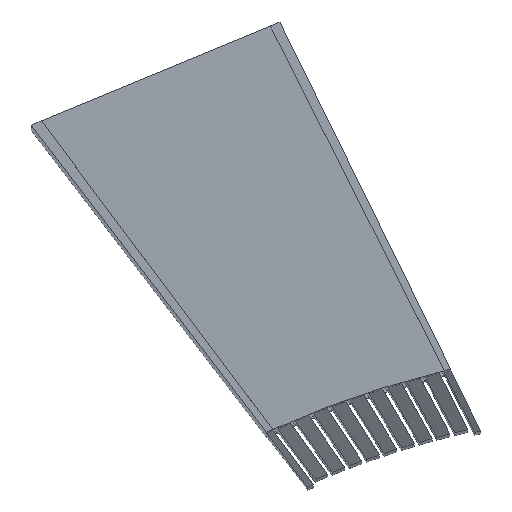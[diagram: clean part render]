
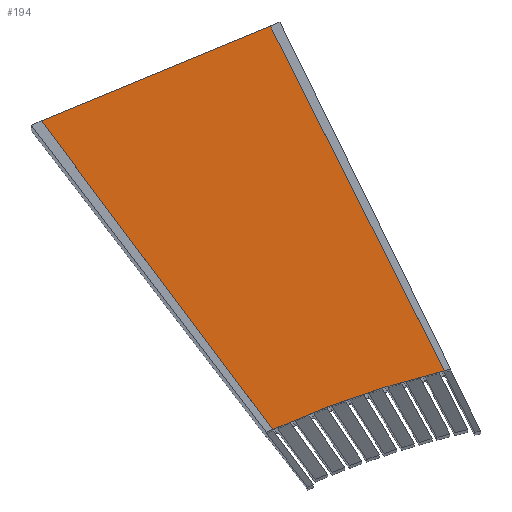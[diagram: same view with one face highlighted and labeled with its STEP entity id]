
A CAD part, top view. The second image highlights one B-rep face of the part: STEP entity #194.
In plain terms, the highlighted planar face has unit normal (0, 0, 1).
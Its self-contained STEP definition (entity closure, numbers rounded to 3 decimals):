
#17 = AXIS2_PLACEMENT_3D ( 'NONE', #1322, #193, #699 ) ;
#46 = CARTESIAN_POINT ( 'NONE',  ( 85.964, 1830.53, 3158.1 ) ) ;
#47 = EDGE_CURVE ( 'NONE', #513, #611, #723, .T. ) ;
#64 = ORIENTED_EDGE ( 'NONE', *, *, #797, .T. ) ;
#69 = ORIENTED_EDGE ( 'NONE', *, *, #1103, .T. ) ;
#193 = DIRECTION ( 'NONE',  ( 0., 0., -1. ) ) ;
#194 = ADVANCED_FACE ( 'NONE', ( #1265 ), #666, .T. ) ;
#279 = DIRECTION ( 'NONE',  ( 0., 0., 1. ) ) ;
#432 = CARTESIAN_POINT ( 'NONE',  ( -566.668, 2632.873, 3158.1 ) ) ;
#492 = EDGE_CURVE ( 'NONE', #611, #831, #547, .T. ) ;
#513 = VERTEX_POINT ( 'NONE', #1062 ) ;
#547 = LINE ( 'NONE', #46, #933 ) ;
#553 = DIRECTION ( 'NONE',  ( -0.195, 0.981, 0. ) ) ;
#611 = VERTEX_POINT ( 'NONE', #1286 ) ;
#666 = PLANE ( 'NONE',  #1413 ) ;
#699 = DIRECTION ( 'NONE',  ( -0.032, -0.999, 0. ) ) ;
#712 = ORIENTED_EDGE ( 'NONE', *, *, #47, .T. ) ;
#723 = CIRCLE ( 'NONE', #17, 1952.5 ) ;
#759 = CARTESIAN_POINT ( 'NONE',  ( -223.798, 2314.505, 3158.1 ) ) ;
#763 = LINE ( 'NONE', #1131, #806 ) ;
#776 = DIRECTION ( 'NONE',  ( 1., 0., 0. ) ) ;
#797 = EDGE_CURVE ( 'NONE', #1501, #513, #1578, .T. ) ;
#806 = VECTOR ( 'NONE', #1045, 1000. ) ;
#831 = VERTEX_POINT ( 'NONE', #1189 ) ;
#933 = VECTOR ( 'NONE', #553, 1000. ) ;
#1045 = DIRECTION ( 'NONE',  ( -0.993, -0.122, 0. ) ) ;
#1062 = CARTESIAN_POINT ( 'NONE',  ( -291.793, 1930.573, 3158.1 ) ) ;
#1103 = EDGE_CURVE ( 'NONE', #831, #1501, #763, .T. ) ;
#1131 = CARTESIAN_POINT ( 'NONE',  ( -85.367, 2691.865, 3158.1 ) ) ;
#1189 = CARTESIAN_POINT ( 'NONE',  ( -85.367, 2691.865, 3158.1 ) ) ;
#1265 = FACE_OUTER_BOUND ( 'NONE', #1488, .T. ) ;
#1286 = CARTESIAN_POINT ( 'NONE',  ( 61.898, 1951.519, 3158.1 ) ) ;
#1302 = DIRECTION ( 'NONE',  ( 0.364, -0.931, 0. ) ) ;
#1322 = CARTESIAN_POINT ( 'NONE',  ( 0., 0., 3158.1 ) ) ;
#1413 = AXIS2_PLACEMENT_3D ( 'NONE', #759, #279, #776 ) ;
#1488 = EDGE_LOOP ( 'NONE', ( #64, #712, #1607, #69 ) ) ;
#1501 = VERTEX_POINT ( 'NONE', #1599 ) ;
#1516 = VECTOR ( 'NONE', #1302, 1000. ) ;
#1578 = LINE ( 'NONE', #432, #1516 ) ;
#1599 = CARTESIAN_POINT ( 'NONE',  ( -566.668, 2632.873, 3158.1 ) ) ;
#1607 = ORIENTED_EDGE ( 'NONE', *, *, #492, .T. ) ;
